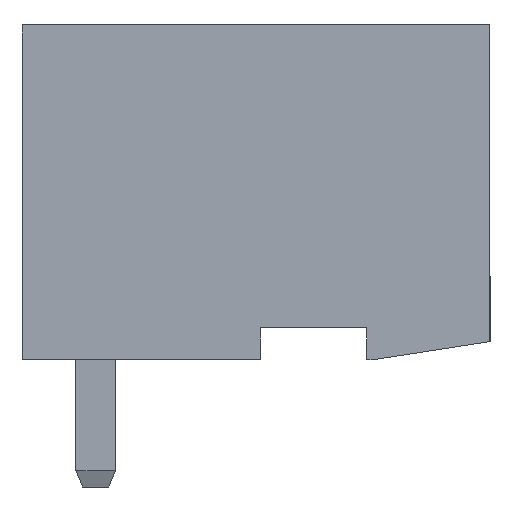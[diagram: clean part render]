
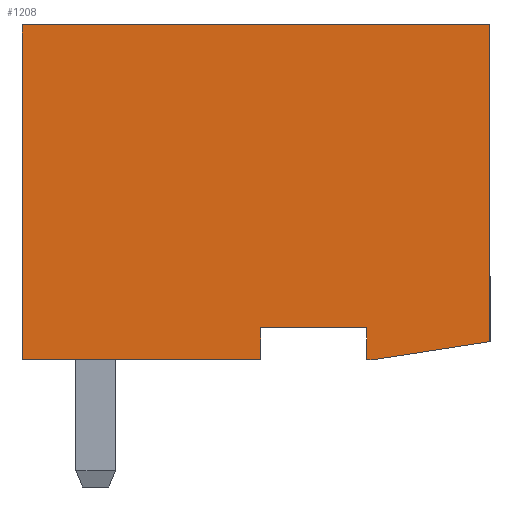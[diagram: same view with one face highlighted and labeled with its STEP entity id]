
A CAD part, left-side view. The second image highlights one B-rep face of the part: STEP entity #1208.
In plain terms, the highlighted planar face has unit normal (-1, 0, 0).
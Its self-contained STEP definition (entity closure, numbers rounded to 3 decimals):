
#1195=AXIS2_PLACEMENT_3D('Plane Axis2P3D',#1192,#1193,#1194) ;
#49=CARTESIAN_POINT('Vertex',(0.,5.75,4.)) ;
#52=CARTESIAN_POINT('Line Origine',(0.,5.75,3.6)) ;
#56=CARTESIAN_POINT('Vertex',(0.,5.75,3.2)) ;
#103=CARTESIAN_POINT('Vertex',(0.,3.1,4.)) ;
#106=CARTESIAN_POINT('Line Origine',(0.,4.425,4.)) ;
#278=CARTESIAN_POINT('Vertex',(0.,3.1,3.2)) ;
#281=CARTESIAN_POINT('Line Origine',(0.,3.1,3.6)) ;
#344=CARTESIAN_POINT('Vertex',(0.,2.9,3.2)) ;
#347=CARTESIAN_POINT('Line Origine',(0.,3.,3.2)) ;
#375=CARTESIAN_POINT('Vertex',(0.,0.,3.65)) ;
#378=CARTESIAN_POINT('Line Origine',(0.,1.45,3.425)) ;
#406=CARTESIAN_POINT('Vertex',(0.,0.,11.6)) ;
#409=CARTESIAN_POINT('Line Origine',(0.,0.,7.625)) ;
#959=CARTESIAN_POINT('Vertex',(0.,11.75,11.6)) ;
#962=CARTESIAN_POINT('Line Origine',(0.,5.875,11.6)) ;
#990=CARTESIAN_POINT('Vertex',(0.,11.75,3.2)) ;
#993=CARTESIAN_POINT('Line Origine',(0.,11.75,7.4)) ;
#1010=CARTESIAN_POINT('Line Origine',(0.,8.75,3.2)) ;
#1192=CARTESIAN_POINT('Axis2P3D Location',(0.,0.,0.)) ;
#53=DIRECTION('Vector Direction',(0.,0.,1.)) ;
#107=DIRECTION('Vector Direction',(0.,-1.,0.)) ;
#282=DIRECTION('Vector Direction',(0.,0.,-1.)) ;
#348=DIRECTION('Vector Direction',(0.,1.,0.)) ;
#379=DIRECTION('Vector Direction',(0.,-0.988,0.153)) ;
#410=DIRECTION('Vector Direction',(0.,0.,-1.)) ;
#963=DIRECTION('Vector Direction',(0.,1.,0.)) ;
#994=DIRECTION('Vector Direction',(0.,0.,1.)) ;
#1011=DIRECTION('Vector Direction',(0.,1.,0.)) ;
#1193=DIRECTION('Axis2P3D Direction',(-1.,0.,0.)) ;
#1194=DIRECTION('Axis2P3D XDirection',(0.,-1.,0.)) ;
#54=VECTOR('Line Direction',#53,1.) ;
#108=VECTOR('Line Direction',#107,1.) ;
#283=VECTOR('Line Direction',#282,1.) ;
#349=VECTOR('Line Direction',#348,1.) ;
#380=VECTOR('Line Direction',#379,1.) ;
#411=VECTOR('Line Direction',#410,1.) ;
#964=VECTOR('Line Direction',#963,1.) ;
#995=VECTOR('Line Direction',#994,1.) ;
#1012=VECTOR('Line Direction',#1011,1.) ;
#1198=ORIENTED_EDGE('',*,*,#58,.T.) ;
#1199=ORIENTED_EDGE('',*,*,#110,.T.) ;
#1200=ORIENTED_EDGE('',*,*,#285,.T.) ;
#1201=ORIENTED_EDGE('',*,*,#351,.T.) ;
#1202=ORIENTED_EDGE('',*,*,#382,.T.) ;
#1203=ORIENTED_EDGE('',*,*,#413,.T.) ;
#1204=ORIENTED_EDGE('',*,*,#966,.T.) ;
#1205=ORIENTED_EDGE('',*,*,#997,.T.) ;
#1206=ORIENTED_EDGE('',*,*,#1014,.T.) ;
#1208=ADVANCED_FACE('HOUSING',(#1207),#1196,.T.) ;
#58=EDGE_CURVE('',#57,#50,#55,.T.) ;
#110=EDGE_CURVE('',#50,#104,#109,.T.) ;
#285=EDGE_CURVE('',#104,#279,#284,.T.) ;
#351=EDGE_CURVE('',#279,#345,#350,.F.) ;
#382=EDGE_CURVE('',#345,#376,#381,.T.) ;
#413=EDGE_CURVE('',#376,#407,#412,.F.) ;
#966=EDGE_CURVE('',#407,#960,#965,.T.) ;
#997=EDGE_CURVE('',#960,#991,#996,.F.) ;
#1014=EDGE_CURVE('',#991,#57,#1013,.F.) ;
#1197=EDGE_LOOP('',(#1198,#1199,#1200,#1201,#1202,#1203,#1204,#1205,#1206)) ;
#1207=FACE_OUTER_BOUND('',#1197,.T.) ;
#55=LINE('Line',#52,#54) ;
#109=LINE('Line',#106,#108) ;
#284=LINE('Line',#281,#283) ;
#350=LINE('Line',#347,#349) ;
#381=LINE('Line',#378,#380) ;
#412=LINE('Line',#409,#411) ;
#965=LINE('Line',#962,#964) ;
#996=LINE('Line',#993,#995) ;
#1013=LINE('Line',#1010,#1012) ;
#1196=PLANE('',#1195) ;
#50=VERTEX_POINT('',#49) ;
#57=VERTEX_POINT('',#56) ;
#104=VERTEX_POINT('',#103) ;
#279=VERTEX_POINT('',#278) ;
#345=VERTEX_POINT('',#344) ;
#376=VERTEX_POINT('',#375) ;
#407=VERTEX_POINT('',#406) ;
#960=VERTEX_POINT('',#959) ;
#991=VERTEX_POINT('',#990) ;
